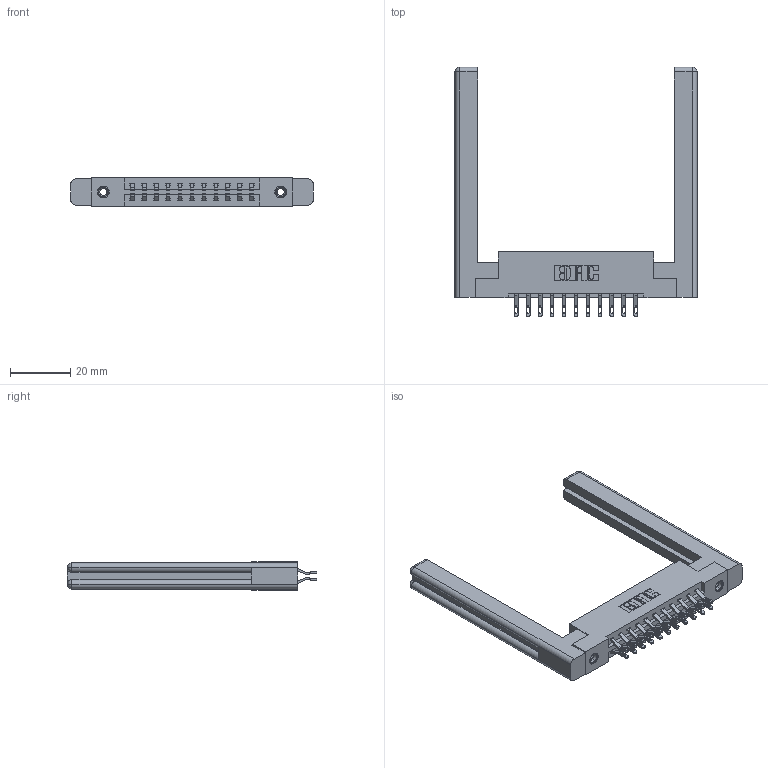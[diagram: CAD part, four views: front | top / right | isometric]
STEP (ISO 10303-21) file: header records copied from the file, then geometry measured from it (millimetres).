
FILE_DESCRIPTION (( 'STEP AP203' ), '1' );
FILE_NAME ('387-022-555-258.STEP', '2019-10-16T17:07:41', ( '' ), ( '' ), 'SwSTEP 2.0', 'SolidWorks 2016', '' );
FILE_SCHEMA (( 'CONFIG_CONTROL_DESIGN' ));
Length unit declared in the file: inch
Products named in the file (5): 337 Part_Flush Mounting Lugs - 0.156 Dia-TI; 345-250-001_345-250-001-102; 387-022-555-258; 307-220-058; 345-292-001_555 Tail
Assembly tree (27 placements, depth 2):
  387-022-555-258
    337 Part_Flush Mounting Lugs - 0.156 Dia-TI
    345-292-001_555 Tail  x22
    345-250-001_345-250-001-102  x2
    307-220-058  x2
Bounding box: 80.21 x 82.56 x 9.4 mm (x, y, z)
Volume: 15247 mm3; surface area: 14148.5 mm2
Topology: 27 solids, 27 shells, 1576 faces, 4823 edges, 3202 vertices
Faces by surface type: plane 946, cylinder 606, cone 12, torus 12
Entity records: 15498 total; most frequent: CARTESIAN_POINT 2679, ORIENTED_EDGE 2524, DIRECTION 2322, EDGE_CURVE 1262, LINE 1066, VECTOR 1066, VERTEX_POINT 834, AXIS2_PLACEMENT_3D 628
